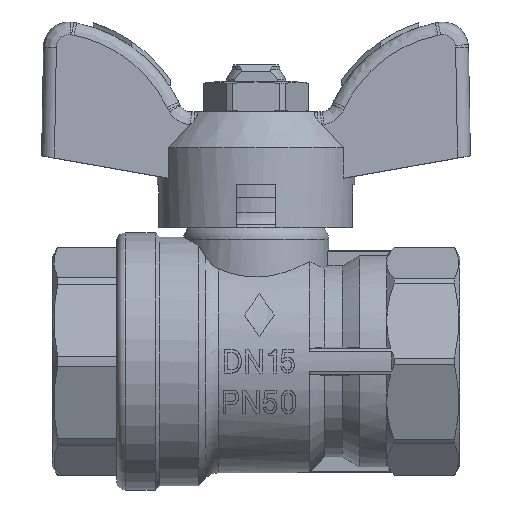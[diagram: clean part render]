
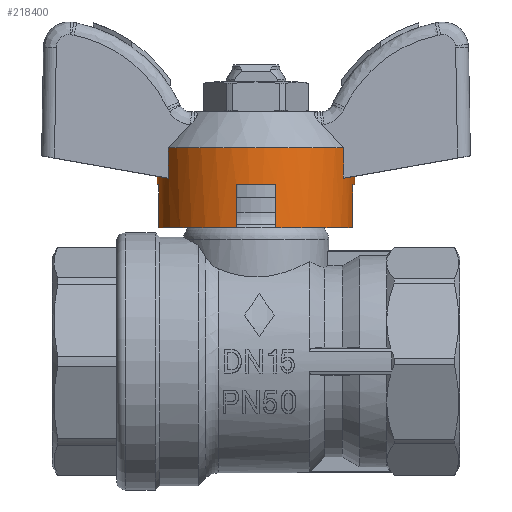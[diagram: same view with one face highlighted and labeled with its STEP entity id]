
A CAD part, top view. The second image highlights one B-rep face of the part: STEP entity #218400.
In plain terms, the highlighted cylindrical face has radius 11.5 mm (diameter 23 mm), a partial arc.
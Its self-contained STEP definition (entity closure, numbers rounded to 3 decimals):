
#40980=CARTESIAN_POINT('',(-29.866,5.145,
3.17));
#40990=VERTEX_POINT('',#40980);
#41240=CARTESIAN_POINT('',(-21.514,5.188,
3.315));
#41250=VERTEX_POINT('',#41240);
#41280=CARTESIAN_POINT('',(-211.452,16.2,
0.));
#41290=DIRECTION('',(0.017,0.,
-1.));
#41300=DIRECTION('',(1.,0.,
0.017));
#41310=AXIS2_PLACEMENT_3D('',#41280,#41290,#41300);
#41320=ELLIPSE('',#41310,658.935,11.5);
#41330=EDGE_CURVE('',#41250,#40990,#41320,.T.);
#43850=CARTESIAN_POINT('',(-15.6,16.2,
0.));
#43860=DIRECTION('',(1.,0.,0.));
#43870=DIRECTION('',(0.,0.98,0.2));
#43880=AXIS2_PLACEMENT_3D('',#43850,#43860,#43870);
#43890=CIRCLE('',#43880,11.5);
#43900=CARTESIAN_POINT('',(-15.6,27.468,
2.3));
#43910=VERTEX_POINT('',#43900);
#43920=CARTESIAN_POINT('',(-15.6,18.5,
11.268));
#43930=VERTEX_POINT('',#43920);
#43940=EDGE_CURVE('',#43910,#43930,#43890,.T.);
#44790=CARTESIAN_POINT('',(-15.6,4.875,
2.));
#44800=VERTEX_POINT('',#44790);
#44980=CARTESIAN_POINT('',(-20.6,4.875,
2.));
#44990=VERTEX_POINT('',#44980);
#45020=CARTESIAN_POINT('',(-20.6,4.875,
2.));
#45030=DIRECTION('',(1.,0.,0.));
#45040=VECTOR('',#45030,1.);
#45050=LINE('',#45020,#45040);
#45060=EDGE_CURVE('',#44990,#44800,#45050,.T.);
#45630=CARTESIAN_POINT('',(-15.6,27.468,
2.3));
#45640=DIRECTION('',(-1.,0.,0.));
#45650=VECTOR('',#45640,1.);
#45660=LINE('',#45630,#45650);
#45670=CARTESIAN_POINT('',(-20.6,27.468,
2.3));
#45680=VERTEX_POINT('',#45670);
#45690=EDGE_CURVE('',#43910,#45680,#45660,.T.);
#47880=CARTESIAN_POINT('',(-20.6,18.5,
11.268));
#47890=VERTEX_POINT('',#47880);
#47920=CARTESIAN_POINT('',(-20.6,18.5,
11.268));
#47930=DIRECTION('',(1.,0.,0.));
#47940=VECTOR('',#47930,1.);
#47950=LINE('',#47920,#47940);
#47960=EDGE_CURVE('',#47890,#43930,#47950,.T.);
#53070=CARTESIAN_POINT('',(-20.6,13.9,
11.268));
#53080=VERTEX_POINT('',#53070);
#53110=CARTESIAN_POINT('',(-20.6,16.2,
0.));
#53120=DIRECTION('',(1.,0.,0.));
#53130=DIRECTION('',(0.,0.2,
0.98));
#53140=AXIS2_PLACEMENT_3D('',#53110,#53120,#53130);
#53150=CIRCLE('',#53140,11.5);
#53160=EDGE_CURVE('',#47890,#53080,#53150,.T.);
#54230=CARTESIAN_POINT('',(-15.6,16.2,
0.));
#54240=DIRECTION('',(1.,0.,0.));
#54250=DIRECTION('',(0.,-0.2,
0.98));
#54260=AXIS2_PLACEMENT_3D('',#54230,#54240,#54250);
#54270=CIRCLE('',#54260,11.5);
#54280=CARTESIAN_POINT('',(-15.6,13.9,
11.268));
#54290=VERTEX_POINT('',#54280);
#54300=EDGE_CURVE('',#54290,#44800,#54270,.T.);
#162700=CARTESIAN_POINT('',(-30.646,4.7,
0.));
#162710=VERTEX_POINT('',#162700);
#162740=CARTESIAN_POINT('',(-16.929,4.7,
0.));
#162750=DIRECTION('',(1.,0.,0.));
#162760=VECTOR('',#162750,1.);
#162770=LINE('',#162740,#162760);
#162780=CARTESIAN_POINT('',(-20.6,4.7,
0.));
#162790=VERTEX_POINT('',#162780);
#162800=EDGE_CURVE('',#162710,#162790,#162770,.T.);
#162820=CARTESIAN_POINT('',(-20.6,16.2,
0.));
#162830=DIRECTION('',(1.,0.,0.));
#162840=DIRECTION('',(0.,-1.,0.));
#162850=AXIS2_PLACEMENT_3D('',#162820,#162830,#162840);
#162860=CIRCLE('',#162850,11.5);
#163160=CARTESIAN_POINT('',(-20.6,16.2,
0.));
#163170=DIRECTION('',(1.,0.,0.));
#163180=DIRECTION('',(0.,0.98,-0.2));
#163190=AXIS2_PLACEMENT_3D('',#163160,#163170,#163180);
#163200=CIRCLE('',#163190,11.5);
#163210=CARTESIAN_POINT('',(-20.6,27.7,
0.));
#163220=VERTEX_POINT('',#163210);
#163250=CARTESIAN_POINT('',(-16.929,27.7,
0.));
#163260=DIRECTION('',(1.,0.,0.));
#163270=VECTOR('',#163260,1.);
#163280=LINE('',#163250,#163270);
#163290=CARTESIAN_POINT('',(-30.646,27.7,
0.));
#163300=VERTEX_POINT('',#163290);
#163310=EDGE_CURVE('',#163300,#163220,#163280,.T.);
#164890=EDGE_CURVE('',#163220,#45680,#163200,.T.);
#165070=CARTESIAN_POINT('',(-15.6,13.9,
11.268));
#165080=DIRECTION('',(-1.,0.,0.));
#165090=VECTOR('',#165080,1.);
#165100=LINE('',#165070,#165090);
#165110=EDGE_CURVE('',#54290,#53080,#165100,.T.);
#165400=CARTESIAN_POINT('',(-30.646,4.7,
0.));
#165410=CARTESIAN_POINT('',(-30.646,4.7,
0.371));
#165420=CARTESIAN_POINT('',(-30.589,4.735,
1.1));
#165430=CARTESIAN_POINT('',(-30.326,4.892,
2.181));
#165440=CARTESIAN_POINT('',(-30.04,5.053,
2.847));
#165450=CARTESIAN_POINT('',(-29.866,5.145,
3.17));
#165460=B_SPLINE_CURVE_WITH_KNOTS('',3,(#165400,#165410,#165420,#165430,
#165440,#165450),.UNSPECIFIED.,.F.,.F.,(4,1,1,4),(0.,0.333,
0.667,1.),.UNSPECIFIED.);
#165470=EDGE_CURVE('',#162710,#40990,#165460,.T.);
#166110=CARTESIAN_POINT('',(-21.37,6.004,
5.318));
#166120=VERTEX_POINT('',#166110);
#166150=CARTESIAN_POINT('',(-19.572,16.2,
0.));
#166160=DIRECTION('',(-0.985,0.174,
0.));
#166170=DIRECTION('',(-0.174,-0.985,
0.));
#166180=AXIS2_PLACEMENT_3D('',#166150,#166160,#166170);
#166190=ELLIPSE('',#166180,11.677,11.5);
#166200=EDGE_CURVE('',#41250,#166120,#166190,.T.);
#195300=CARTESIAN_POINT('',(-24.929,5.971,
5.256));
#195310=VERTEX_POINT('',#195300);
#195340=CARTESIAN_POINT('',(-326.05,16.2,
0.));
#195350=DIRECTION('',(-0.017,0.,
1.));
#195360=DIRECTION('',(-1.,0.,
-0.017));
#195370=AXIS2_PLACEMENT_3D('',#195340,#195350,#195360);
#195380=ELLIPSE('',#195370,658.935,11.5);
#195390=EDGE_CURVE('',#195310,#166120,#195380,.T.);
#195820=EDGE_CURVE('',#44990,#162790,#162860,.T.);
#197230=CARTESIAN_POINT('',(-24.929,26.429,
5.256));
#197240=VERTEX_POINT('',#197230);
#197270=CARTESIAN_POINT('',(-24.929,16.2,
0.));
#197280=DIRECTION('',(-1.,0.,0.));
#197290=DIRECTION('',(0.,-0.889,0.457));
#197300=AXIS2_PLACEMENT_3D('',#197270,#197280,#197290);
#197310=CIRCLE('',#197300,11.5);
#197320=EDGE_CURVE('',#195310,#197240,#197310,.T.);
#207520=CARTESIAN_POINT('',(-21.37,26.396,
5.318));
#207530=VERTEX_POINT('',#207520);
#207560=CARTESIAN_POINT('',(-326.05,16.2,
0.));
#207570=DIRECTION('',(-0.017,0.,
1.));
#207580=DIRECTION('',(-1.,0.,
-0.017));
#207590=AXIS2_PLACEMENT_3D('',#207560,#207570,#207580);
#207600=ELLIPSE('',#207590,658.935,11.5);
#207610=EDGE_CURVE('',#207530,#197240,#207600,.T.);
#212840=CARTESIAN_POINT('',(-21.514,27.212,
3.315));
#212850=VERTEX_POINT('',#212840);
#212880=CARTESIAN_POINT('',(-19.572,16.2,
0.));
#212890=DIRECTION('',(-0.985,-0.174,
0.));
#212900=DIRECTION('',(-0.174,0.985,
0.));
#212910=AXIS2_PLACEMENT_3D('',#212880,#212890,#212900);
#212920=ELLIPSE('',#212910,11.677,11.5);
#212930=EDGE_CURVE('',#207530,#212850,#212920,.T.);
#214270=CARTESIAN_POINT('',(-29.866,27.255,
3.17));
#214280=VERTEX_POINT('',#214270);
#214310=CARTESIAN_POINT('',(-211.452,16.2,
0.));
#214320=DIRECTION('',(0.017,0.,
-1.));
#214330=DIRECTION('',(1.,0.,
0.017));
#214340=AXIS2_PLACEMENT_3D('',#214310,#214320,#214330);
#214350=ELLIPSE('',#214340,658.935,11.5);
#214360=EDGE_CURVE('',#214280,#212850,#214350,.T.);
#214560=CARTESIAN_POINT('',(-29.866,27.255,
3.17));
#214570=CARTESIAN_POINT('',(-30.04,27.347,
2.846));
#214580=CARTESIAN_POINT('',(-30.327,27.508,
2.18));
#214590=CARTESIAN_POINT('',(-30.589,27.665,
1.1));
#214600=CARTESIAN_POINT('',(-30.646,27.7,
0.371));
#214610=CARTESIAN_POINT('',(-30.646,27.7,
0.));
#214620=B_SPLINE_CURVE_WITH_KNOTS('',3,(#214560,#214570,#214580,#214590,
#214600,#214610),.UNSPECIFIED.,.F.,.F.,(4,1,1,4),(0.,0.333,
0.667,1.),.UNSPECIFIED.);
#214630=EDGE_CURVE('',#214280,#163300,#214620,.T.);
#218130=CARTESIAN_POINT('',(-16.929,16.2,
0.));
#218140=DIRECTION('',(1.,0.,0.));
#218150=DIRECTION('',(0.,-1.,0.));
#218160=AXIS2_PLACEMENT_3D('',#218130,#218140,#218150);
#218170=CYLINDRICAL_SURFACE('',#218160,11.5);
#218180=ORIENTED_EDGE('',*,*,#45690,.T.);
#218190=ORIENTED_EDGE('',*,*,#43940,.F.);
#218200=ORIENTED_EDGE('',*,*,#47960,.T.);
#218210=ORIENTED_EDGE('',*,*,#53160,.F.);
#218220=ORIENTED_EDGE('',*,*,#165110,.T.);
#218230=ORIENTED_EDGE('',*,*,#54300,.F.);
#218240=ORIENTED_EDGE('',*,*,#45060,.T.);
#218250=ORIENTED_EDGE('',*,*,#195820,.F.);
#218260=ORIENTED_EDGE('',*,*,#162800,.T.);
#218270=ORIENTED_EDGE('',*,*,#165470,.F.);
#218280=ORIENTED_EDGE('',*,*,#41330,.T.);
#218290=ORIENTED_EDGE('',*,*,#166200,.F.);
#218300=ORIENTED_EDGE('',*,*,#195390,.T.);
#218310=ORIENTED_EDGE('',*,*,#197320,.F.);
#218320=ORIENTED_EDGE('',*,*,#207610,.T.);
#218330=ORIENTED_EDGE('',*,*,#212930,.F.);
#218340=ORIENTED_EDGE('',*,*,#214360,.T.);
#218350=ORIENTED_EDGE('',*,*,#214630,.F.);
#218360=ORIENTED_EDGE('',*,*,#163310,.F.);
#218370=ORIENTED_EDGE('',*,*,#164890,.F.);
#218380=EDGE_LOOP('',(#218370,#218360,#218350,#218340,#218330,#218320,
#218310,#218300,#218290,#218280,#218270,#218260,#218250,#218240,#218230,
#218220,#218210,#218200,#218190,#218180));
#218390=FACE_OUTER_BOUND('',#218380,.T.);
#218400=ADVANCED_FACE('',(#218390),#218170,.T.);
